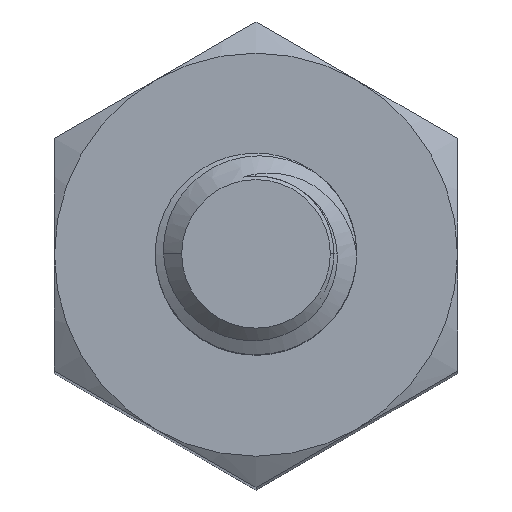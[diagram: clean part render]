
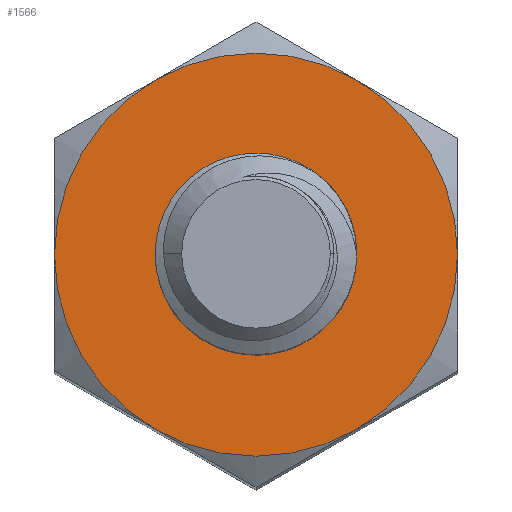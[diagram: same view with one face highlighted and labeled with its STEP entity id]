
A CAD part, top view. The second image highlights one B-rep face of the part: STEP entity #1566.
In plain terms, the highlighted face is planar.
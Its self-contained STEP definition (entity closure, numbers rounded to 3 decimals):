
#25=FACE_BOUND('',#268,.T.);
#27=PLANE('',#1678);
#102=CIRCLE('',#1653,1.543);
#105=CIRCLE('',#1679,4.);
#106=CIRCLE('',#1680,4.);
#107=CIRCLE('',#1681,4.);
#108=CIRCLE('',#1682,4.);
#109=CIRCLE('',#1683,4.);
#110=CIRCLE('',#1684,4.);
#111=CIRCLE('',#1685,1.543);
#177=FACE_OUTER_BOUND('',#267,.T.);
#267=EDGE_LOOP('',(#1189,#1190,#1191,#1192,#1193,#1194));
#268=EDGE_LOOP('',(#1195,#1196));
#627=VERTEX_POINT('',#2786);
#628=VERTEX_POINT('',#2788);
#677=VERTEX_POINT('',#3291);
#678=VERTEX_POINT('',#3292);
#679=VERTEX_POINT('',#3294);
#680=VERTEX_POINT('',#3296);
#681=VERTEX_POINT('',#3298);
#682=VERTEX_POINT('',#3300);
#820=EDGE_CURVE('',#628,#627,#102,.T.);
#890=EDGE_CURVE('',#677,#678,#105,.T.);
#891=EDGE_CURVE('',#678,#679,#106,.T.);
#892=EDGE_CURVE('',#679,#680,#107,.T.);
#893=EDGE_CURVE('',#680,#681,#108,.T.);
#894=EDGE_CURVE('',#681,#682,#109,.T.);
#895=EDGE_CURVE('',#682,#677,#110,.T.);
#896=EDGE_CURVE('',#627,#628,#111,.T.);
#1189=ORIENTED_EDGE('',*,*,#890,.T.);
#1190=ORIENTED_EDGE('',*,*,#891,.T.);
#1191=ORIENTED_EDGE('',*,*,#892,.T.);
#1192=ORIENTED_EDGE('',*,*,#893,.T.);
#1193=ORIENTED_EDGE('',*,*,#894,.T.);
#1194=ORIENTED_EDGE('',*,*,#895,.T.);
#1195=ORIENTED_EDGE('',*,*,#820,.T.);
#1196=ORIENTED_EDGE('',*,*,#896,.T.);
#1566=ADVANCED_FACE('',(#177,#25),#27,.T.);
#1653=AXIS2_PLACEMENT_3D('',#2789,#1839,#1840);
#1678=AXIS2_PLACEMENT_3D('',#3290,#1913,#1914);
#1679=AXIS2_PLACEMENT_3D('',#3293,#1915,#1916);
#1680=AXIS2_PLACEMENT_3D('',#3295,#1917,#1918);
#1681=AXIS2_PLACEMENT_3D('',#3297,#1919,#1920);
#1682=AXIS2_PLACEMENT_3D('',#3299,#1921,#1922);
#1683=AXIS2_PLACEMENT_3D('',#3301,#1923,#1924);
#1684=AXIS2_PLACEMENT_3D('',#3302,#1925,#1926);
#1685=AXIS2_PLACEMENT_3D('',#3303,#1927,#1928);
#1839=DIRECTION('center_axis',(-1.,0.,0.));
#1840=DIRECTION('ref_axis',(0.,0.,1.));
#1913=DIRECTION('center_axis',(1.,0.,0.));
#1914=DIRECTION('ref_axis',(0.,0.,-1.));
#1915=DIRECTION('center_axis',(1.,0.,0.));
#1916=DIRECTION('ref_axis',(0.,0.,-1.));
#1917=DIRECTION('center_axis',(1.,0.,0.));
#1918=DIRECTION('ref_axis',(0.,0.,-1.));
#1919=DIRECTION('center_axis',(1.,0.,0.));
#1920=DIRECTION('ref_axis',(0.,0.,-1.));
#1921=DIRECTION('center_axis',(1.,0.,0.));
#1922=DIRECTION('ref_axis',(0.,0.,-1.));
#1923=DIRECTION('center_axis',(1.,0.,0.));
#1924=DIRECTION('ref_axis',(0.,0.,-1.));
#1925=DIRECTION('center_axis',(1.,0.,0.));
#1926=DIRECTION('ref_axis',(0.,0.,-1.));
#1927=DIRECTION('center_axis',(-1.,0.,0.));
#1928=DIRECTION('ref_axis',(0.,0.,1.));
#2786=CARTESIAN_POINT('',(10.25,0.,-1.543));
#2788=CARTESIAN_POINT('',(10.25,0.,1.543));
#2789=CARTESIAN_POINT('Origin',(10.25,0.,0.));
#3290=CARTESIAN_POINT('Origin',(10.25,4.619,0.));
#3291=CARTESIAN_POINT('',(10.25,-3.464,-2.));
#3292=CARTESIAN_POINT('',(10.25,0.,-4.));
#3293=CARTESIAN_POINT('Origin',(10.25,0.,0.));
#3294=CARTESIAN_POINT('',(10.25,3.464,-2.));
#3295=CARTESIAN_POINT('Origin',(10.25,0.,0.));
#3296=CARTESIAN_POINT('',(10.25,3.464,2.));
#3297=CARTESIAN_POINT('Origin',(10.25,0.,0.));
#3298=CARTESIAN_POINT('',(10.25,0.,4.));
#3299=CARTESIAN_POINT('Origin',(10.25,0.,0.));
#3300=CARTESIAN_POINT('',(10.25,-3.464,2.));
#3301=CARTESIAN_POINT('Origin',(10.25,0.,0.));
#3302=CARTESIAN_POINT('Origin',(10.25,0.,0.));
#3303=CARTESIAN_POINT('Origin',(10.25,0.,0.));
